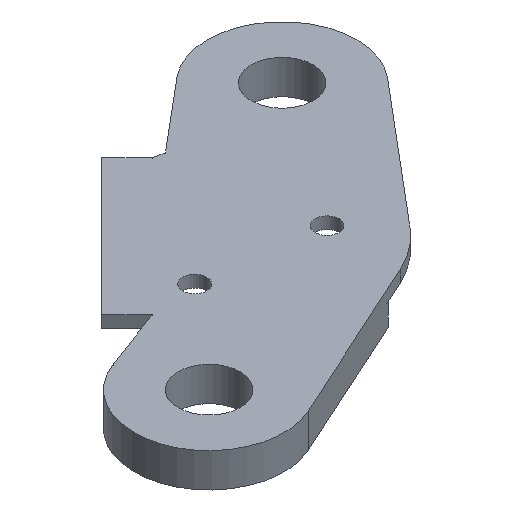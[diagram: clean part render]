
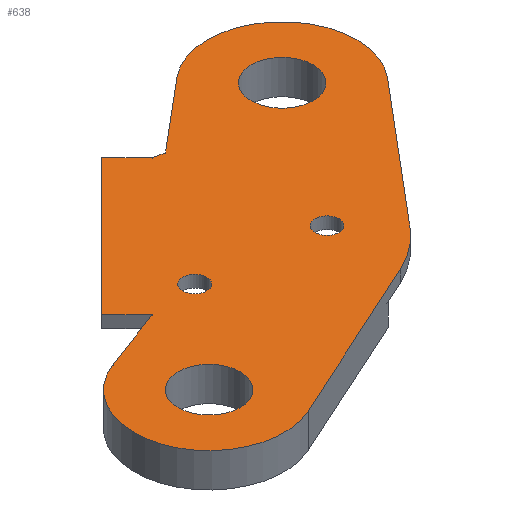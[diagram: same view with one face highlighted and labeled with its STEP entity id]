
A CAD part, isometric view. The second image highlights one B-rep face of the part: STEP entity #638.
In plain terms, the highlighted planar face has unit normal (0, 0, 1).
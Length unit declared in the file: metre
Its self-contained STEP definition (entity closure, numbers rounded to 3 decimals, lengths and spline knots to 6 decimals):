
#37=CIRCLE('',#685,0.00625);
#38=CIRCLE('',#688,0.009761);
#40=CIRCLE('',#695,0.00625);
#41=CIRCLE('',#698,0.009761);
#42=CIRCLE('',#701,0.0026);
#44=CIRCLE('',#704,0.0026);
#46=CIRCLE('',#707,0.001);
#47=CIRCLE('',#708,0.001);
#143=ORIENTED_EDGE('',*,*,#299,.T.);
#144=ORIENTED_EDGE('',*,*,#300,.T.);
#145=ORIENTED_EDGE('',*,*,#262,.F.);
#146=ORIENTED_EDGE('',*,*,#266,.F.);
#147=ORIENTED_EDGE('',*,*,#268,.F.);
#148=ORIENTED_EDGE('',*,*,#270,.F.);
#149=ORIENTED_EDGE('',*,*,#278,.F.);
#150=ORIENTED_EDGE('',*,*,#282,.T.);
#151=ORIENTED_EDGE('',*,*,#285,.T.);
#152=ORIENTED_EDGE('',*,*,#289,.T.);
#153=ORIENTED_EDGE('',*,*,#291,.F.);
#154=ORIENTED_EDGE('',*,*,#294,.F.);
#155=ORIENTED_EDGE('',*,*,#260,.T.);
#156=ORIENTED_EDGE('',*,*,#295,.F.);
#157=ORIENTED_EDGE('',*,*,#297,.F.);
#260=EDGE_CURVE('',#346,#349,#37,.T.);
#262=EDGE_CURVE('',#350,#349,#401,.T.);
#266=EDGE_CURVE('',#352,#350,#38,.T.);
#268=EDGE_CURVE('',#353,#352,#406,.T.);
#270=EDGE_CURVE('',#354,#353,#408,.T.);
#278=EDGE_CURVE('',#359,#354,#416,.T.);
#282=EDGE_CURVE('',#359,#362,#420,.T.);
#285=EDGE_CURVE('',#362,#364,#40,.T.);
#289=EDGE_CURVE('',#364,#366,#425,.T.);
#291=EDGE_CURVE('',#367,#366,#41,.T.);
#294=EDGE_CURVE('',#346,#367,#429,.T.);
#295=EDGE_CURVE('',#369,#369,#42,.T.);
#297=EDGE_CURVE('',#371,#371,#44,.T.);
#299=EDGE_CURVE('',#373,#373,#46,.F.);
#300=EDGE_CURVE('',#374,#374,#47,.F.);
#346=VERTEX_POINT('',#978);
#349=VERTEX_POINT('',#983);
#350=VERTEX_POINT('',#987);
#352=VERTEX_POINT('',#994);
#353=VERTEX_POINT('',#998);
#354=VERTEX_POINT('',#1002);
#359=VERTEX_POINT('',#1016);
#362=VERTEX_POINT('',#1024);
#364=VERTEX_POINT('',#1030);
#366=VERTEX_POINT('',#1037);
#367=VERTEX_POINT('',#1041);
#369=VERTEX_POINT('',#1050);
#371=VERTEX_POINT('',#1055);
#373=VERTEX_POINT('',#1060);
#374=VERTEX_POINT('',#1062);
#401=LINE('',#988,#462);
#406=LINE('',#999,#467);
#408=LINE('',#1003,#469);
#416=LINE('',#1017,#477);
#420=LINE('',#1025,#481);
#425=LINE('',#1038,#486);
#429=LINE('',#1047,#490);
#462=VECTOR('',#785,1.);
#467=VECTOR('',#796,1.);
#469=VECTOR('',#800,1.);
#477=VECTOR('',#810,1.);
#481=VECTOR('',#816,1.);
#486=VECTOR('',#829,1.);
#490=VECTOR('',#839,1.);
#525=EDGE_LOOP('',(#143));
#526=EDGE_LOOP('',(#144));
#527=EDGE_LOOP('',(#145,#146,#147,#148,#149,#150,#151,#152,#153,#154,#155));
#528=EDGE_LOOP('',(#156));
#529=EDGE_LOOP('',(#157));
#574=FACE_BOUND('',#525,.T.);
#575=FACE_BOUND('',#526,.T.);
#576=FACE_BOUND('',#527,.T.);
#577=FACE_BOUND('',#528,.T.);
#578=FACE_BOUND('',#529,.T.);
#611=PLANE('',#706);
#638=ADVANCED_FACE('',(#574,#575,#576,#577,#578),#611,.T.);
#685=AXIS2_PLACEMENT_3D('',#984,#780,#781);
#688=AXIS2_PLACEMENT_3D('',#995,#791,#792);
#695=AXIS2_PLACEMENT_3D('',#1031,#822,#823);
#698=AXIS2_PLACEMENT_3D('',#1042,#833,#834);
#701=AXIS2_PLACEMENT_3D('',#1049,#842,#843);
#704=AXIS2_PLACEMENT_3D('',#1054,#848,#849);
#706=AXIS2_PLACEMENT_3D('',#1058,#852,#853);
#707=AXIS2_PLACEMENT_3D('',#1059,#854,#855);
#708=AXIS2_PLACEMENT_3D('',#1061,#856,#857);
#780=DIRECTION('',(0.,0.,1.));
#781=DIRECTION('',(0.,-1.,0.));
#785=DIRECTION('',(0.767,0.642,0.));
#791=DIRECTION('',(0.,0.,-1.));
#792=DIRECTION('',(0.,1.,0.));
#796=DIRECTION('',(0.707,-0.707,0.));
#800=DIRECTION('',(0.707,0.707,0.));
#810=DIRECTION('',(-0.707,0.707,0.));
#816=DIRECTION('',(-0.937,-0.348,0.));
#822=DIRECTION('',(0.,0.,1.));
#823=DIRECTION('',(0.,-1.,0.));
#829=DIRECTION('',(0.911,0.413,0.));
#833=DIRECTION('',(0.,0.,-1.));
#834=DIRECTION('',(0.,1.,0.));
#839=DIRECTION('',(-0.643,-0.765,0.));
#842=DIRECTION('',(0.,0.,1.));
#843=DIRECTION('',(0.,-1.,0.));
#848=DIRECTION('',(0.,0.,1.));
#849=DIRECTION('',(0.,-1.,0.));
#852=DIRECTION('',(0.,0.,1.));
#853=DIRECTION('',(1.,0.,0.));
#854=DIRECTION('',(0.,0.,1.));
#855=DIRECTION('',(0.,-1.,0.));
#856=DIRECTION('',(0.,0.,1.));
#857=DIRECTION('',(0.,-1.,0.));
#978=CARTESIAN_POINT('',(0.053997,-0.034167,0.064044));
#983=CARTESIAN_POINT('',(0.045199,-0.025355,0.064044));
#984=CARTESIAN_POINT('',(0.049213,-0.030146,0.064044));
#987=CARTESIAN_POINT('',(0.039236,-0.03035,0.064044));
#988=CARTESIAN_POINT('',(0.042217,-0.027853,0.064044));
#994=CARTESIAN_POINT('',(0.038352,-0.030143,0.064044));
#995=CARTESIAN_POINT('',(0.036563,-0.039738,0.064044));
#998=CARTESIAN_POINT('',(0.036231,-0.028022,0.064044));
#999=CARTESIAN_POINT('',(0.031397,-0.023188,0.064044));
#1002=CARTESIAN_POINT('',(0.024846,-0.039406,0.064044));
#1003=CARTESIAN_POINT('',(0.030539,-0.033714,0.064044));
#1016=CARTESIAN_POINT('',(0.026968,-0.041528,0.064044));
#1017=CARTESIAN_POINT('',(0.020013,-0.034573,0.064044));
#1024=CARTESIAN_POINT('',(0.021736,-0.043472,0.064044));
#1025=CARTESIAN_POINT('',(0.024352,-0.0425,0.064044));
#1030=CARTESIAN_POINT('',(0.026496,-0.055022,0.064044));
#1031=CARTESIAN_POINT('',(0.023914,-0.049331,0.064044));
#1037=CARTESIAN_POINT('',(0.040595,-0.048628,0.064044));
#1038=CARTESIAN_POINT('',(0.033545,-0.051825,0.064044));
#1041=CARTESIAN_POINT('',(0.044035,-0.046019,0.064044));
#1042=CARTESIAN_POINT('',(0.036563,-0.039738,0.064044));
#1047=CARTESIAN_POINT('',(0.049016,-0.040093,0.064044));
#1049=CARTESIAN_POINT('',(0.049213,-0.030146,0.064044));
#1050=CARTESIAN_POINT('',(0.049213,-0.032746,0.064044));
#1054=CARTESIAN_POINT('',(0.023914,-0.049331,0.064044));
#1055=CARTESIAN_POINT('',(0.023914,-0.051931,0.064044));
#1058=CARTESIAN_POINT('',(0.034261,-0.035907,0.064044));
#1059=CARTESIAN_POINT('',(0.030971,-0.041073,0.064044));
#1060=CARTESIAN_POINT('',(0.030971,-0.042073,0.064044));
#1061=CARTESIAN_POINT('',(0.040741,-0.042372,0.064044));
#1062=CARTESIAN_POINT('',(0.040741,-0.043372,0.064044));
